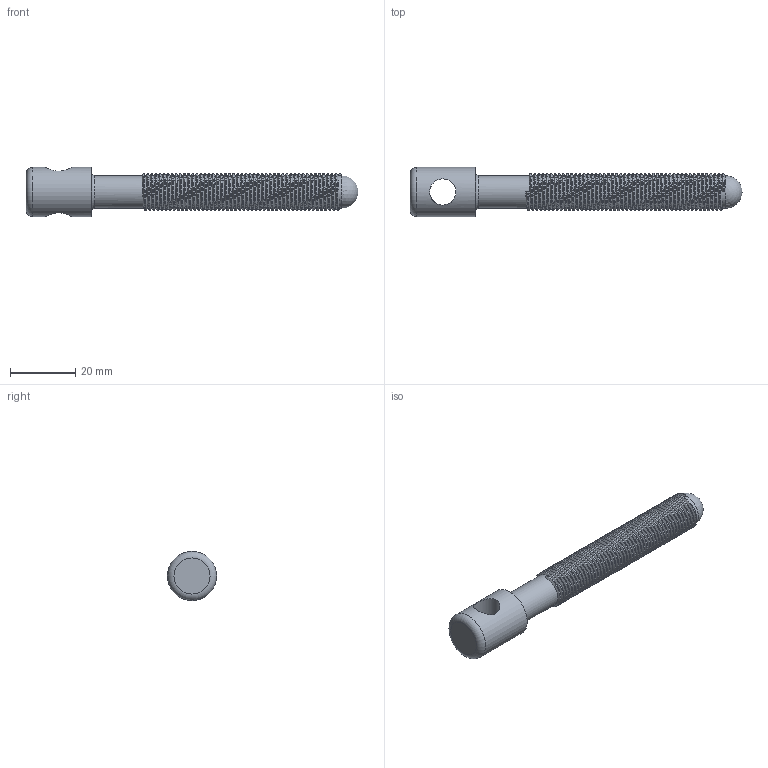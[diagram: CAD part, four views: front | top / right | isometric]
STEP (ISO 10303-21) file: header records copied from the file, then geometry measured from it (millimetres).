
FILE_DESCRIPTION (( 'STEP AP214' ), '1' );
FILE_NAME ('Part3. Clamp Screw.STEP', '2025-04-02T16:42:54', ( '' ), ( '' ), 'SwSTEP 2.0', 'SolidWorks 2025', '' );
FILE_SCHEMA (( 'AUTOMOTIVE_DESIGN' ));
Length unit declared in the file: millimetre
Products named in the file (1): Part3. Clamp Screw
Bounding box: 101.43 x 15 x 15 mm (x, y, z)
Volume: 9977.2 mm3; surface area: 5368.3 mm2
Topology: 1 solids, 1 shells, 61 faces, 172 edges, 111 vertices
Faces by surface type: cylinder 51, plane 4, bspline 3, torus 2, sphere 1
Full cylindrical faces by diameter (mm): 8 x1, 10 x49, 15 x1
Entity records: 8120 total; most frequent: CARTESIAN_POINT 7870, DIRECTION 42, ORIENTED_EDGE 40, EDGE_LOOP 21, EDGE_CURVE 20, FACE_OUTER_BOUND 18, AXIS2_PLACEMENT_3D 17, VERTEX_POINT 15
